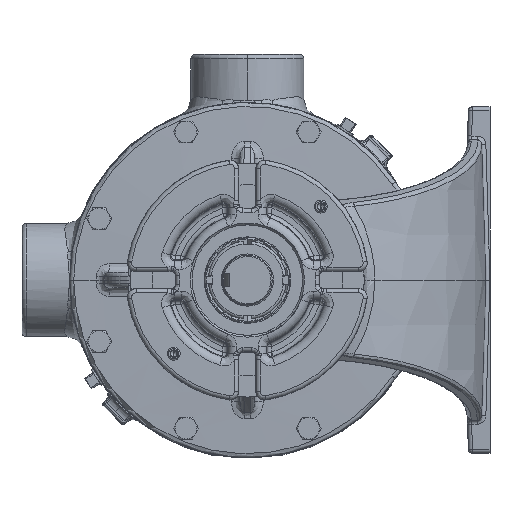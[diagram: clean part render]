
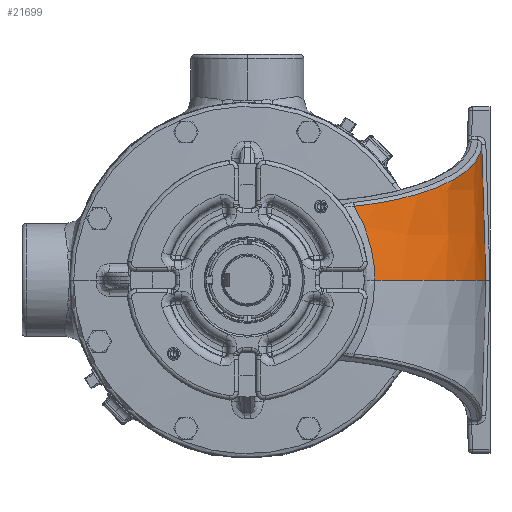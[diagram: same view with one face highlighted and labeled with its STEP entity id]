
A CAD part, left-side view. The second image highlights one B-rep face of the part: STEP entity #21699.
In plain terms, the highlighted conical face has half-angle 1.75 degrees and reference radius 133.35 mm.
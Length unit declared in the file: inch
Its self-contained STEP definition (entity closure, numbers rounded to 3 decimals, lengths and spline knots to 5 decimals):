
#3953 = CARTESIAN_POINT ( 'NONE',  ( -10.43953, -3.45793, 1.33268 ) ) ;
#4164 = B_SPLINE_CURVE_WITH_KNOTS ( 'NONE', 3,
 ( #121651, #177502, #51563, #149869, #65744, #164013, #79901, #178120, #93971, #9900, #108165, #24016, #122273, #38130, #136379, #52173, #150475, #66348, #164612, #80518, #178747, #94578, #10486, #108768, #24643, #122869, #38740, #136983, #52784, #151087, #66932, #165213, #81123, #179357, #95197, #11087 ),
 .UNSPECIFIED., .F., .F.,
 ( 4, 2, 2, 2, 2, 2, 2, 2, 2, 2, 2, 2, 2, 2, 2, 2, 2, 4 ),
 ( 0.00329, 0.00882, 0.01435, 0.02541, 0.03094, 0.03647, 0.04753, 0.06966, 0.07519, 0.08072, 0.09178, 0.1139, 0.12497, 0.12773, 0.1305, 0.13603, 0.15815, 0.18028 ),
 .UNSPECIFIED. ) ;
#4490 = ORIENTED_EDGE ( 'NONE', *, *, #77936, .T. ) ;
#9900 = CARTESIAN_POINT ( 'NONE',  ( -6.63185, -6.66031, 3.51927 ) ) ;
#10486 = CARTESIAN_POINT ( 'NONE',  ( -9.05694, -5.44781, 2.65705 ) ) ;
#11087 = CARTESIAN_POINT ( 'NONE',  ( -10.53765, -3.08629, 2.13049 ) ) ;
#11345 = CARTESIAN_POINT ( 'NONE',  ( -5.58982, -6.80056, 2.60367 ) ) ;
#11784 = EDGE_CURVE ( 'NONE', #149630, #90498, #133546, .T. ) ;
#13375 = CONICAL_SURFACE ( 'NONE', #52393, 5.25, 0.031 ) ;
#18012 = CARTESIAN_POINT ( 'NONE',  ( -10.42762, -3.50079, 1.19901 ) ) ;
#21699 = ADVANCED_FACE ( 'NONE', ( #180436 ), #13375, .T. ) ;
#24016 = CARTESIAN_POINT ( 'NONE',  ( -6.89814, -6.60059, 3.42461 ) ) ;
#24643 = CARTESIAN_POINT ( 'NONE',  ( -9.44586, -5.04931, 2.51875 ) ) ;
#32128 = CARTESIAN_POINT ( 'NONE',  ( -10.40692, -3.57669, 0.92856 ) ) ;
#34244 = VERTEX_POINT ( 'NONE', #96345 ) ;
#38130 = CARTESIAN_POINT ( 'NONE',  ( -7.41774, -6.44257, 3.23988 ) ) ;
#38740 = CARTESIAN_POINT ( 'NONE',  ( -9.5821, -4.88752, 2.4703 ) ) ;
#39016 = CARTESIAN_POINT ( 'NONE',  ( -5.67873, -6.87869, 0. ) ) ;
#39619 = DIRECTION ( 'NONE',  ( 0., 0., 1. ) ) ;
#40258 = CARTESIAN_POINT ( 'NONE',  ( -5.67873, -6.87869, 0. ) ) ;
#46237 = CARTESIAN_POINT ( 'NONE',  ( -10.39065, -3.65274, 0.46854 ) ) ;
#46944 = EDGE_CURVE ( 'NONE', #34244, #101876, #179664, .T. ) ;
#51563 = CARTESIAN_POINT ( 'NONE',  ( -5.68223, -6.7612, 3.85685 ) ) ;
#52173 = CARTESIAN_POINT ( 'NONE',  ( -7.97627, -6.18729, 3.0413 ) ) ;
#52393 = AXIS2_PLACEMENT_3D ( 'NONE', #96490, #110670, #82975 ) ;
#52784 = CARTESIAN_POINT ( 'NONE',  ( -9.64874, -4.80469, 2.44661 ) ) ;
#53052 = CARTESIAN_POINT ( 'NONE',  ( -5.63426, -6.8399, 1.30184 ) ) ;
#56837 = CARTESIAN_POINT ( 'NONE',  ( -10.39475, -3.67984, 0. ) ) ;
#59751 = CARTESIAN_POINT ( 'NONE',  ( -10.53765, -3.08629, 2.13049 ) ) ;
#60370 = CARTESIAN_POINT ( 'NONE',  ( -10.39006, -3.67249, 0.23509 ) ) ;
#65744 = CARTESIAN_POINT ( 'NONE',  ( -5.88699, -6.75451, 3.78406 ) ) ;
#66348 = CARTESIAN_POINT ( 'NONE',  ( -8.15788, -6.08861, 2.97673 ) ) ;
#66932 = CARTESIAN_POINT ( 'NONE',  ( -9.7561, -4.66402, 2.40843 ) ) ;
#69520 = EDGE_LOOP ( 'NONE', ( #4490, #118007, #110107, #176360 ) ) ;
#73885 = CARTESIAN_POINT ( 'NONE',  ( -10.49196, -3.26766, 1.80653 ) ) ;
#74478 = CARTESIAN_POINT ( 'NONE',  ( -10.39214, -3.67862, 0.09407 ) ) ;
#77936 = EDGE_CURVE ( 'NONE', #101876, #149630, #132909, .T. ) ;
#79901 = CARTESIAN_POINT ( 'NONE',  ( -6.22685, -6.72664, 3.66325 ) ) ;
#80518 = CARTESIAN_POINT ( 'NONE',  ( -8.39601, -5.94591, 2.89206 ) ) ;
#81123 = CARTESIAN_POINT ( 'NONE',  ( -10.10434, -4.13522, 2.28459 ) ) ;
#82975 = DIRECTION ( 'NONE',  ( 1., 0., 0. ) ) ;
#88001 = CARTESIAN_POINT ( 'NONE',  ( -10.45247, -3.41149, 1.46458 ) ) ;
#88608 = CARTESIAN_POINT ( 'NONE',  ( -10.39475, -3.67984, 0. ) ) ;
#90498 = VERTEX_POINT ( 'NONE', #148135 ) ;
#93971 = CARTESIAN_POINT ( 'NONE',  ( -6.49718, -6.68561, 3.56715 ) ) ;
#94578 = CARTESIAN_POINT ( 'NONE',  ( -8.84683, -5.62695, 2.73176 ) ) ;
#95197 = CARTESIAN_POINT ( 'NONE',  ( -10.45549, -3.36385, 2.15971 ) ) ;
#96345 = CARTESIAN_POINT ( 'NONE',  ( -10.53765, -3.08629, 2.13049 ) ) ;
#96490 = CARTESIAN_POINT ( 'NONE',  ( -5.56146, -1.63, 0. ) ) ;
#101876 = VERTEX_POINT ( 'NONE', #56837 ) ;
#102202 = CARTESIAN_POINT ( 'NONE',  ( -10.43541, -3.4727, 1.28836 ) ) ;
#108165 = CARTESIAN_POINT ( 'NONE',  ( -6.69875, -6.64635, 3.49549 ) ) ;
#108768 = CARTESIAN_POINT ( 'NONE',  ( -9.35125, -5.1523, 2.55239 ) ) ;
#109647 = CARTESIAN_POINT ( 'NONE',  ( -5.5454, -6.76065, 3.90548 ) ) ;
#110107 = ORIENTED_EDGE ( 'NONE', *, *, #175841, .T. ) ;
#110670 = DIRECTION ( 'NONE',  ( 0., 0., -1. ) ) ;
#116289 = CARTESIAN_POINT ( 'NONE',  ( -10.42395, -3.51411, 1.154 ) ) ;
#118007 = ORIENTED_EDGE ( 'NONE', *, *, #11784, .T. ) ;
#121651 = CARTESIAN_POINT ( 'NONE',  ( -5.5454, -6.76065, 3.90548 ) ) ;
#122273 = CARTESIAN_POINT ( 'NONE',  ( -7.02932, -6.56491, 3.37797 ) ) ;
#122869 = CARTESIAN_POINT ( 'NONE',  ( -9.55958, -4.91473, 2.47831 ) ) ;
#123756 = CARTESIAN_POINT ( 'NONE',  ( -5.56146, -1.63, 0. ) ) ;
#130392 = CARTESIAN_POINT ( 'NONE',  ( -10.39743, -3.61437, 0.74592 ) ) ;
#132909 = CIRCLE ( 'NONE', #177297, 5.25 ) ;
#133546 = B_SPLINE_CURVE_WITH_KNOTS ( 'NONE', 3,
 ( #39016, #53052, #11345, #109647 ),
 .UNSPECIFIED., .F., .F.,
 ( 4, 4 ),
 ( 0., 0.0993 ),
 .UNSPECIFIED. ) ;
#136379 = CARTESIAN_POINT ( 'NONE',  ( -7.66988, -6.34072, 3.15024 ) ) ;
#136983 = CARTESIAN_POINT ( 'NONE',  ( -9.62667, -4.83251, 2.45446 ) ) ;
#144499 = CARTESIAN_POINT ( 'NONE',  ( -10.38963, -3.66248, 0.37551 ) ) ;
#148135 = CARTESIAN_POINT ( 'NONE',  ( -5.5454, -6.76065, 3.90548 ) ) ;
#149630 = VERTEX_POINT ( 'NONE', #40258 ) ;
#149869 = CARTESIAN_POINT ( 'NONE',  ( -5.81881, -6.75765, 3.8083 ) ) ;
#150475 = CARTESIAN_POINT ( 'NONE',  ( -8.0371, -6.15529, 3.01967 ) ) ;
#151087 = CARTESIAN_POINT ( 'NONE',  ( -9.71392, -4.72074, 2.42343 ) ) ;
#157997 = CARTESIAN_POINT ( 'NONE',  ( -10.51443, -3.18296, 1.97131 ) ) ;
#158599 = CARTESIAN_POINT ( 'NONE',  ( -10.39053, -3.67506, 0.18809 ) ) ;
#164013 = CARTESIAN_POINT ( 'NONE',  ( -6.09118, -6.74104, 3.71148 ) ) ;
#164612 = CARTESIAN_POINT ( 'NONE',  ( -8.2179, -6.05388, 2.95539 ) ) ;
#165213 = CARTESIAN_POINT ( 'NONE',  ( -9.96069, -4.37676, 2.33567 ) ) ;
#168454 = DIRECTION ( 'NONE',  ( 1., 0., 0. ) ) ;
#172163 = CARTESIAN_POINT ( 'NONE',  ( -10.46189, -3.37767, 1.55111 ) ) ;
#172755 = CARTESIAN_POINT ( 'NONE',  ( -10.39328, -3.67962, 0.04704 ) ) ;
#175841 = EDGE_CURVE ( 'NONE', #90498, #34244, #4164, .T. ) ;
#176360 = ORIENTED_EDGE ( 'NONE', *, *, #46944, .T. ) ;
#177297 = AXIS2_PLACEMENT_3D ( 'NONE', #123756, #39619, #168454 ) ;
#177502 = CARTESIAN_POINT ( 'NONE',  ( -5.61379, -6.76161, 3.88118 ) ) ;
#178120 = CARTESIAN_POINT ( 'NONE',  ( -6.42966, -6.69689, 3.59115 ) ) ;
#178747 = CARTESIAN_POINT ( 'NONE',  ( -8.51128, -5.86947, 2.85107 ) ) ;
#179357 = CARTESIAN_POINT ( 'NONE',  ( -10.35173, -3.62876, 2.19661 ) ) ;
#179664 = B_SPLINE_CURVE_WITH_KNOTS ( 'NONE', 3,
 ( #59751, #157997, #73885, #172163, #88001, #3953, #102202, #18012, #116289, #32128, #130392, #46237, #144499, #60370, #158599, #74478, #172755, #88608 ),
 .UNSPECIFIED., .F., .F.,
 ( 4, 2, 2, 2, 2, 2, 2, 2, 4 ),
 ( 0.00233, 0.01654, 0.02364, 0.02719, 0.03075, 0.04495, 0.05205, 0.05561, 0.05916 ),
 .UNSPECIFIED. ) ;
#180436 = FACE_OUTER_BOUND ( 'NONE', #69520, .T. ) ;
